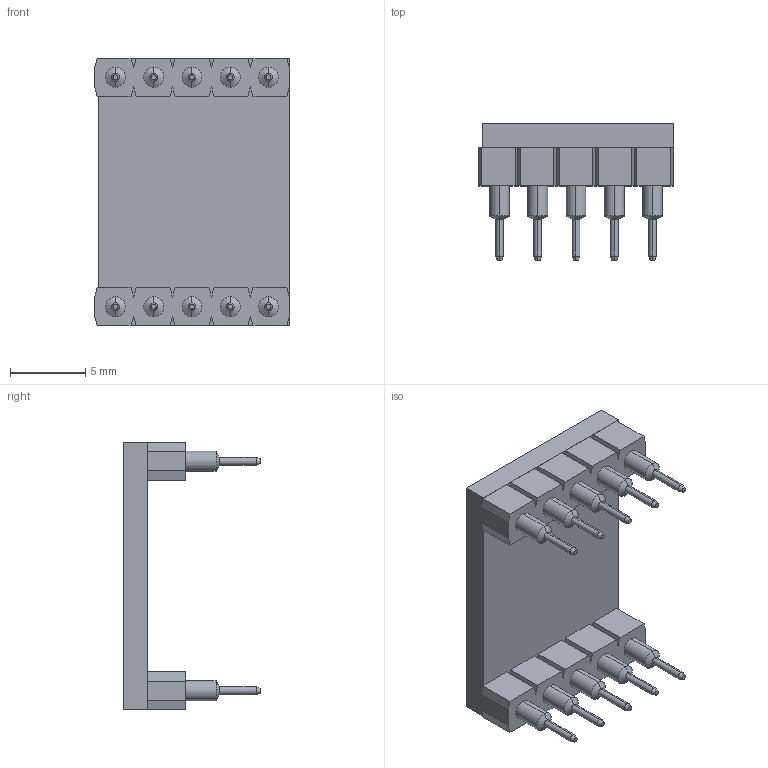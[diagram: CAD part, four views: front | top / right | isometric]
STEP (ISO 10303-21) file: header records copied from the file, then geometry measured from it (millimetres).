
FILE_DESCRIPTION (( 'STEP AP203' ), '1' );
FILE_NAME ('IMU.STEP', '2016-03-05T20:28:14', ( '' ), ( '' ), 'SwSTEP 2.0', 'SolidWorks 2014', '' );
FILE_SCHEMA (( 'CONFIG_CONTROL_DESIGN' ));
Length unit declared in the file: inch
Products named in the file (6): Part3^IMU; IMU; SS-105-G-2
Assembly tree (3 placements, depth 2):
  IMU
    Part3^IMU
    SS-105-G-2  x2
  Part3^IMU
  SS-105-G-2
  SS-105-G-2
Bounding box: 12.93 x 9.09 x 17.78 mm (x, y, z)
Volume: 361.3 mm3; surface area: 1092.1 mm2
Topology: 1 solids, 23 shells, 214 faces, 544 edges, 356 vertices
Faces by surface type: plane 94, cylinder 60, cone 60
Entity records: 3875 total; most frequent: DIRECTION 624, CARTESIAN_POINT 578, ORIENTED_EDGE 506, EDGE_CURVE 278, AXIS2_PLACEMENT_3D 228, VERTEX_POINT 182, LINE 168, VECTOR 168
